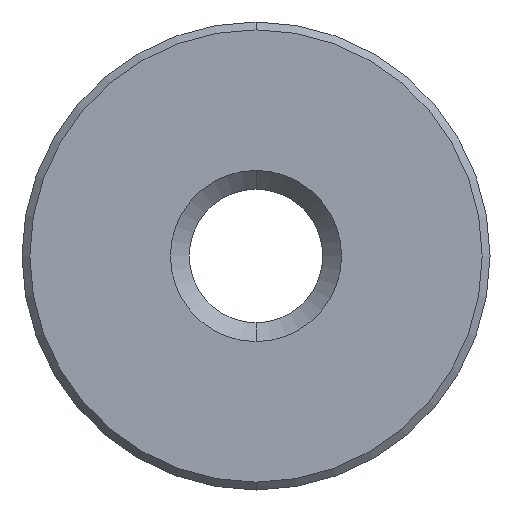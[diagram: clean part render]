
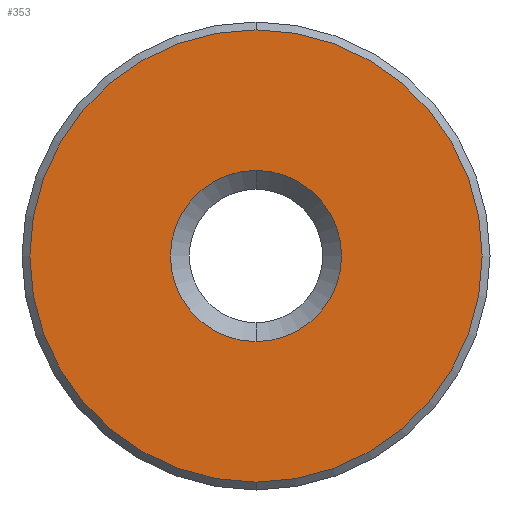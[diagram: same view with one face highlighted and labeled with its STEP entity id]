
A CAD part, front view. The second image highlights one B-rep face of the part: STEP entity #353.
In plain terms, the highlighted planar face has unit normal (0, -1, 0).
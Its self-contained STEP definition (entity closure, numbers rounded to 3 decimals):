
#6 = CARTESIAN_POINT ( 'NONE',  ( 0., 0., 14.4 ) ) ;
#7 = AXIS2_PLACEMENT_3D ( 'NONE', #486, #484, #450 ) ;
#16 = CARTESIAN_POINT ( 'NONE',  ( 0., 0., 0. ) ) ;
#18 = DIRECTION ( 'NONE',  ( 0., -1., 0. ) ) ;
#29 = EDGE_CURVE ( 'NONE', #717, #526, #371, .T. ) ;
#31 = CARTESIAN_POINT ( 'NONE',  ( 0., 0., 0. ) ) ;
#36 = DIRECTION ( 'NONE',  ( 0., -1., 0. ) ) ;
#59 = CIRCLE ( 'NONE', #179, 14.4 ) ;
#75 = CARTESIAN_POINT ( 'NONE',  ( 0., 0., 5.45 ) ) ;
#97 = DIRECTION ( 'NONE',  ( 0., 0., 1. ) ) ;
#103 = DIRECTION ( 'NONE',  ( 0., 1., 0. ) ) ;
#108 = CARTESIAN_POINT ( 'NONE',  ( 0., 0., 0. ) ) ;
#130 = ORIENTED_EDGE ( 'NONE', *, *, #29, .T. ) ;
#155 = AXIS2_PLACEMENT_3D ( 'NONE', #250, #227, #225 ) ;
#166 = EDGE_CURVE ( 'NONE', #299, #493, #261, .T. ) ;
#179 = AXIS2_PLACEMENT_3D ( 'NONE', #31, #18, #348 ) ;
#225 = DIRECTION ( 'NONE',  ( 0., 0., 1. ) ) ;
#227 = DIRECTION ( 'NONE',  ( 0., 1., 0. ) ) ;
#245 = AXIS2_PLACEMENT_3D ( 'NONE', #108, #103, #97 ) ;
#250 = CARTESIAN_POINT ( 'NONE',  ( -4.25, 0., 0. ) ) ;
#261 = CIRCLE ( 'NONE', #245, 5.45 ) ;
#265 = ORIENTED_EDGE ( 'NONE', *, *, #509, .T. ) ;
#275 = PLANE ( 'NONE',  #155 ) ;
#299 = VERTEX_POINT ( 'NONE', #418 ) ;
#312 = CIRCLE ( 'NONE', #7, 5.45 ) ;
#348 = DIRECTION ( 'NONE',  ( 0., 0., 1. ) ) ;
#353 = ADVANCED_FACE ( 'NONE', ( #390, #563 ), #275, .F. ) ;
#357 = AXIS2_PLACEMENT_3D ( 'NONE', #16, #36, #631 ) ;
#371 = CIRCLE ( 'NONE', #357, 14.4 ) ;
#390 = FACE_BOUND ( 'NONE', #441, .T. ) ;
#400 = ORIENTED_EDGE ( 'NONE', *, *, #703, .T. ) ;
#418 = CARTESIAN_POINT ( 'NONE',  ( 0., 0., -5.45 ) ) ;
#441 = EDGE_LOOP ( 'NONE', ( #530, #400 ) ) ;
#450 = DIRECTION ( 'NONE',  ( 0., 0., 1. ) ) ;
#484 = DIRECTION ( 'NONE',  ( 0., 1., 0. ) ) ;
#486 = CARTESIAN_POINT ( 'NONE',  ( 0., 0., 0. ) ) ;
#493 = VERTEX_POINT ( 'NONE', #75 ) ;
#500 = CARTESIAN_POINT ( 'NONE',  ( 0., 0., -14.4 ) ) ;
#509 = EDGE_CURVE ( 'NONE', #526, #717, #59, .T. ) ;
#526 = VERTEX_POINT ( 'NONE', #6 ) ;
#530 = ORIENTED_EDGE ( 'NONE', *, *, #166, .T. ) ;
#563 = FACE_OUTER_BOUND ( 'NONE', #698, .T. ) ;
#631 = DIRECTION ( 'NONE',  ( 0., 0., 1. ) ) ;
#698 = EDGE_LOOP ( 'NONE', ( #265, #130 ) ) ;
#703 = EDGE_CURVE ( 'NONE', #493, #299, #312, .T. ) ;
#717 = VERTEX_POINT ( 'NONE', #500 ) ;
